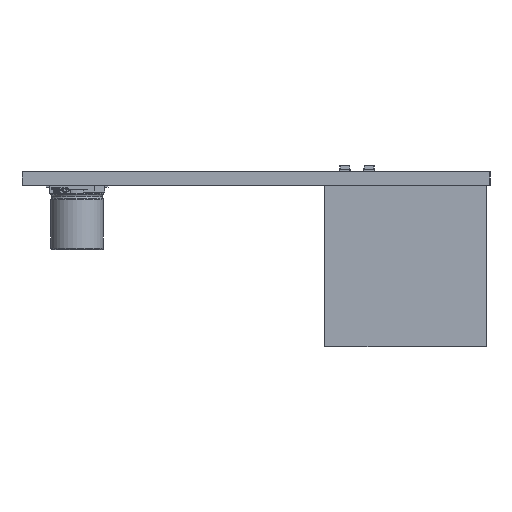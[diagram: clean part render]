
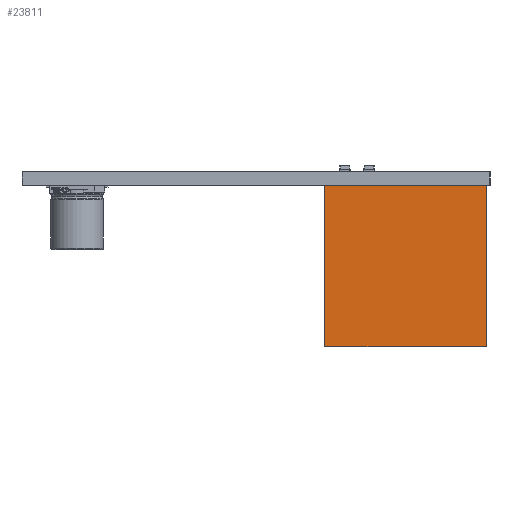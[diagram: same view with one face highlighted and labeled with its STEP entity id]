
A CAD part, left-side view. The second image highlights one B-rep face of the part: STEP entity #23811.
In plain terms, the highlighted free-form (B-spline) face has degree [1, 1] with [2, 2] control points.
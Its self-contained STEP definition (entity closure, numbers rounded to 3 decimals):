
#23811 = ADVANCED_FACE('',(#23812),#23842,.F.);
#23812 = FACE_BOUND('',#23813,.F.);
#23813 = EDGE_LOOP('',(#23814,#23823,#23830,#23837));
#23814 = ORIENTED_EDGE('',*,*,#23815,.F.);
#23815 = EDGE_CURVE('',#23816,#23818,#23820,.T.);
#23816 = VERTEX_POINT('',#23817);
#23817 = CARTESIAN_POINT('',(17.129,13.173,
    0.));
#23818 = VERTEX_POINT('',#23819);
#23819 = CARTESIAN_POINT('',(17.129,13.173,
    19.34));
#23820 = B_SPLINE_CURVE_WITH_KNOTS('',1,(#23821,#23822),.UNSPECIFIED.,
  .F.,.F.,(2,2),(0.,0.762),.PIECEWISE_BEZIER_KNOTS.);
#23821 = CARTESIAN_POINT('',(17.129,13.173,
    0.));
#23822 = CARTESIAN_POINT('',(17.129,13.173,
    19.34));
#23823 = ORIENTED_EDGE('',*,*,#23824,.T.);
#23824 = EDGE_CURVE('',#23816,#23825,#23827,.T.);
#23825 = VERTEX_POINT('',#23826);
#23826 = CARTESIAN_POINT('',(17.129,-6.168,
    0.));
#23827 = B_SPLINE_CURVE_WITH_KNOTS('',1,(#23828,#23829),.UNSPECIFIED.,
  .F.,.F.,(2,2),(0.,0.762),.PIECEWISE_BEZIER_KNOTS.);
#23828 = CARTESIAN_POINT('',(17.129,13.173,
    0.));
#23829 = CARTESIAN_POINT('',(17.129,-6.168,
    0.));
#23830 = ORIENTED_EDGE('',*,*,#23831,.T.);
#23831 = EDGE_CURVE('',#23825,#23832,#23834,.T.);
#23832 = VERTEX_POINT('',#23833);
#23833 = CARTESIAN_POINT('',(17.129,-6.168,
    19.34));
#23834 = B_SPLINE_CURVE_WITH_KNOTS('',1,(#23835,#23836),.UNSPECIFIED.,
  .F.,.F.,(2,2),(0.,0.762),.PIECEWISE_BEZIER_KNOTS.);
#23835 = CARTESIAN_POINT('',(17.129,-6.168,
    0.));
#23836 = CARTESIAN_POINT('',(17.129,-6.168,
    19.34));
#23837 = ORIENTED_EDGE('',*,*,#23838,.F.);
#23838 = EDGE_CURVE('',#23818,#23832,#23839,.T.);
#23839 = B_SPLINE_CURVE_WITH_KNOTS('',1,(#23840,#23841),.UNSPECIFIED.,
  .F.,.F.,(2,2),(0.,0.762),.PIECEWISE_BEZIER_KNOTS.);
#23840 = CARTESIAN_POINT('',(17.129,13.173,
    19.34));
#23841 = CARTESIAN_POINT('',(17.129,-6.168,
    19.34));
#23842 = B_SPLINE_SURFACE_WITH_KNOTS('',1,1,(
    (#23843,#23844)
    ,(#23845,#23846
    )),.UNSPECIFIED.,.F.,.F.,.F.,(2,2),(2,2),(0.,0.762),(
    -0.762,0.),.PIECEWISE_BEZIER_KNOTS.);
#23843 = CARTESIAN_POINT('',(17.129,-6.168,
    0.));
#23844 = CARTESIAN_POINT('',(17.129,13.173,
    0.));
#23845 = CARTESIAN_POINT('',(17.129,-6.168,
    19.34));
#23846 = CARTESIAN_POINT('',(17.129,13.173,
    19.34));
